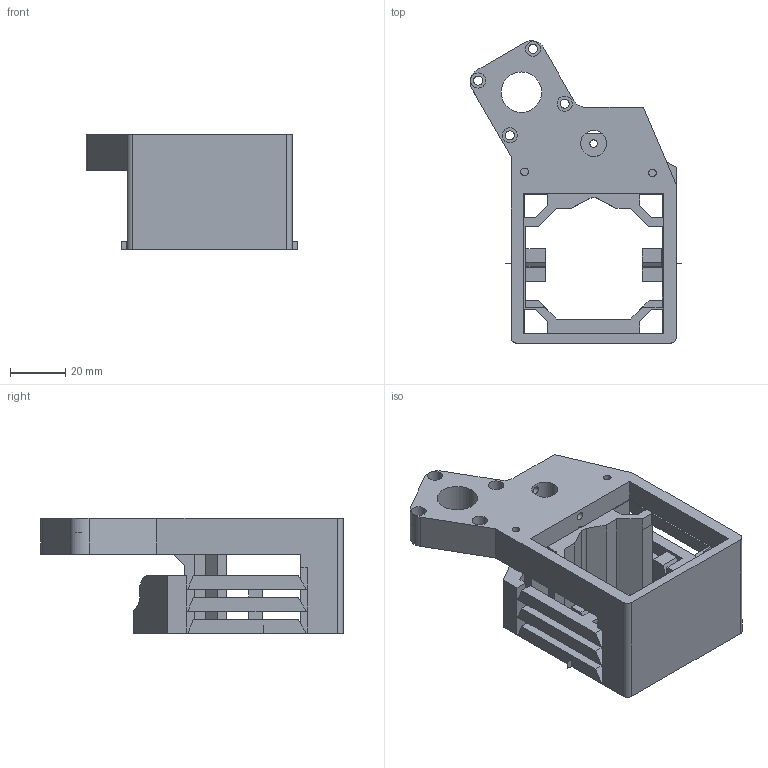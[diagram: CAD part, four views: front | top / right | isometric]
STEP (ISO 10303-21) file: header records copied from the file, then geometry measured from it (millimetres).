
FILE_DESCRIPTION(/* description */ (''),/* implementation_level */ '2;1');
FILE_NAME(/* name */ '20_Cube_Insert_Z-Focus_single_NEMA_motorized_v3.ipt.step',/* time_stamp */ '2022-11-29T08:10:48+01:00',/* author */ ('diederichbenedict'),/* organization */ (''),/* preprocessor_version */ 'ST-DEVELOPER v18.1',/* originating_system */ 'Autodesk Inventor 2022',/* authorisation */ '');
FILE_SCHEMA (('AUTOMOTIVE_DESIGN { 1 0 10303 214 3 1 1 }'));
Length unit declared in the file: millimetre
Products named in the file (1): 20_Cube_Insert_Z-Focus_single_v3
Bounding box: 76.98 x 109.84 x 41.8 mm (x, y, z)
Volume: 80816.1 mm3; surface area: 37875 mm2
Topology: 3 solids, 3 shells, 240 faces, 717 edges, 474 vertices
Faces by surface type: plane 212, cylinder 28
Full cylindrical faces by diameter (mm): 2.8 x7, 3.3 x4, 5.5 x4, 9.5 x1, 14.68 x1, 24.04 x1
Entity records: 8213 total; most frequent: CARTESIAN_POINT 1569, ORIENTED_EDGE 1434, DIRECTION 1249, EDGE_CURVE 717, LINE 651, VECTOR 651, VERTEX_POINT 474, AXIS2_PLACEMENT_3D 299
